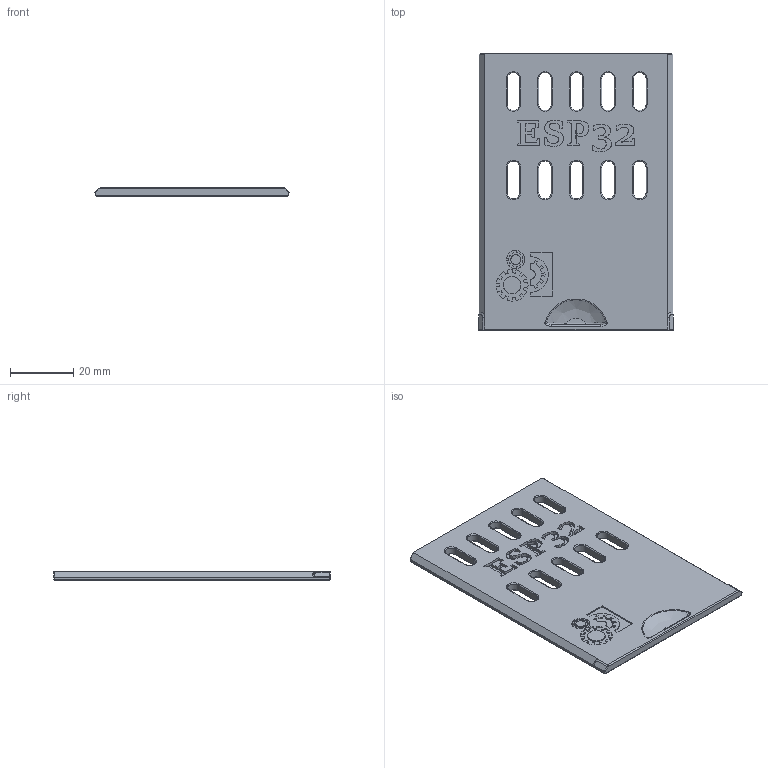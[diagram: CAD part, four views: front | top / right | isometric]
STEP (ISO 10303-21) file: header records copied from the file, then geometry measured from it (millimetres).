
FILE_DESCRIPTION(/* description */ (''),/* implementation_level */ '2;1');
FILE_NAME(/* name */ 'LidFBH2.step',/* time_stamp */ '2025-11-15T13:46:43+01:00',/* author */ (''),/* organization */ (''),/* preprocessor_version */ 'ST-DEVELOPER v20.1',/* originating_system */ 'Autodesk Translation Framework v14.21.0.0',/* authorisation */ '');
FILE_SCHEMA (('AUTOMOTIVE_DESIGN { 1 0 10303 214 3 1 1 }'));
Length unit declared in the file: millimetre
Products named in the file (1): LidFBH1 (1)
Bounding box: 61.67 x 87.6 x 2.8 mm (x, y, z)
Volume: 13158.1 mm3; surface area: 11455.8 mm2
Topology: 1 solids, 1 shells, 561 faces, 1539 edges, 988 vertices
Faces by surface type: bspline 255, plane 202, cylinder 59, torus 23, cone 20, sphere 2
Entity records: 19372 total; most frequent: CARTESIAN_POINT 7156, ORIENTED_EDGE 3062, DIRECTION 1790, EDGE_CURVE 1531, VERTEX_POINT 984, LINE 854, VECTOR 854, EDGE_LOOP 593
